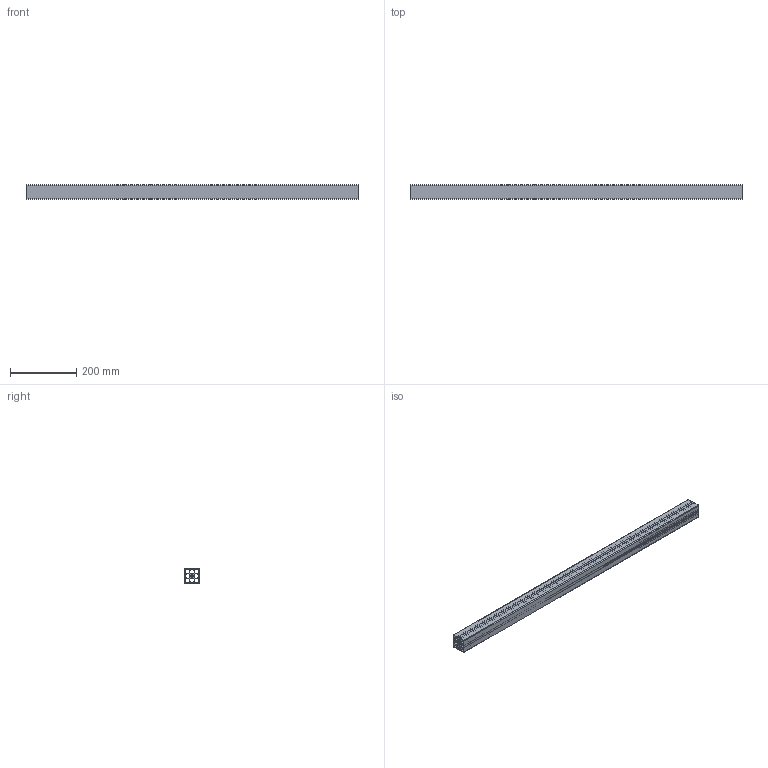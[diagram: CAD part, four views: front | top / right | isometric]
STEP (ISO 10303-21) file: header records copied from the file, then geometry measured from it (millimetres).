
FILE_DESCRIPTION(('STEP AP203'),'1');
FILE_NAME('BASE08N0017.stp','2023-10-23T08:26:30',(' '),(' '),'Spatial InterOp 3D',' ',' ');
FILE_SCHEMA(('CONFIG_CONTROL_DESIGN'));
Length unit declared in the file: millimetre
Products named in the file (1): Profilé 8 45x45 léger 4N pelable
Bounding box: 1000 x 45 x 45 mm (x, y, z)
Volume: 755456.9 mm3; surface area: 597896.6 mm2
Topology: 1 solids, 1 shells, 155 faces, 460 edges, 307 vertices
Faces by surface type: cylinder 81, plane 74
Full cylindrical faces by diameter (mm): 6.78 x1
Entity records: 5388 total; most frequent: DIRECTION 932, CARTESIAN_POINT 920, ORIENTED_EDGE 916, EDGE_CURVE 458, AXIS2_PLACEMENT_3D 318, VERTEX_POINT 306, LINE 296, VECTOR 296
